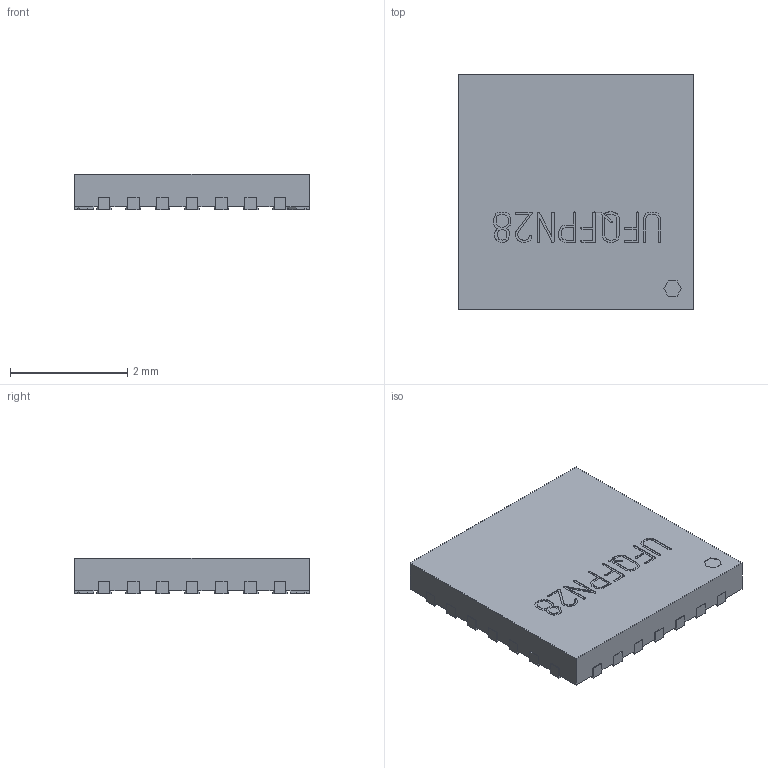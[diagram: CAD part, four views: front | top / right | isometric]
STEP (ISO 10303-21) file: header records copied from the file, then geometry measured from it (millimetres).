
FILE_DESCRIPTION(('FreeCAD Model'),'2;1');
FILE_NAME( 'UFQFPN28_4x4mm_Pitch0_5mm.step', '2018-04-24T16:00:27',('kicad StepUp'),('ksu MCAD'), 'Open CASCADE STEP processor 6.8','FreeCAD','Unknown');
FILE_SCHEMA(('AUTOMOTIVE_DESIGN_CC2 { 1 2 10303 214 -1 1 5 4 }'));
Length unit declared in the file: millimetre
Products named in the file (1): User_Library-UFQFPN28_4x005
Bounding box: 4.02 x 4.02 x 0.6 mm (x, y, z)
Topology: 0 solids, 2 shells, 979 faces, 2864 edges, 1897 vertices
Faces by surface type: plane 902, cylinder 77
Entity records: 39700 total; most frequent: CARTESIAN_POINT 8350, ORIENTED_EDGE 5722, DIRECTION 4111, EDGE_CURVE 2865, LINE 2043, VECTOR 2043, VERTEX_POINT 1897, AXIS2_PLACEMENT_3D 1034
